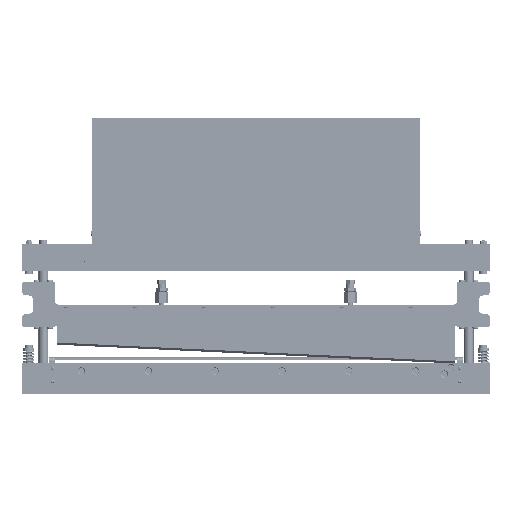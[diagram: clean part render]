
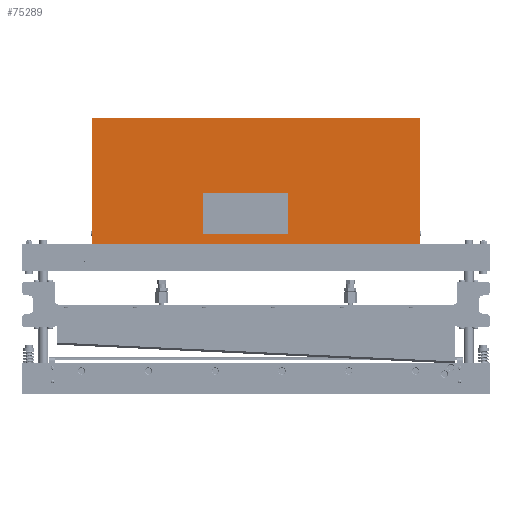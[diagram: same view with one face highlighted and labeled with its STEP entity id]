
A CAD part, top view. The second image highlights one B-rep face of the part: STEP entity #75289.
In plain terms, the highlighted face is planar.
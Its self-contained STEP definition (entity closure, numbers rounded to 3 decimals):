
#6856=FACE_OUTER_BOUND('',#11732,.T.);
#11732=EDGE_LOOP('',(#55223,#55224,#55225,#55226));
#16722=LINE('',#120169,#23387);
#16723=LINE('',#120171,#23388);
#16724=LINE('',#120173,#23389);
#16725=LINE('',#120174,#23390);
#23387=VECTOR('',#90027,538.227);
#23388=VECTOR('',#90028,207.445);
#23389=VECTOR('',#90029,538.227);
#23390=VECTOR('',#90030,207.445);
#32998=VERTEX_POINT('',#120167);
#32999=VERTEX_POINT('',#120168);
#33000=VERTEX_POINT('',#120170);
#33001=VERTEX_POINT('',#120172);
#41164=EDGE_CURVE('',#32998,#32999,#16722,.T.);
#41165=EDGE_CURVE('',#32998,#33000,#16723,.T.);
#41166=EDGE_CURVE('',#33000,#33001,#16724,.T.);
#41167=EDGE_CURVE('',#32999,#33001,#16725,.T.);
#55223=ORIENTED_EDGE('',*,*,#41164,.F.);
#55224=ORIENTED_EDGE('',*,*,#41165,.T.);
#55225=ORIENTED_EDGE('',*,*,#41166,.T.);
#55226=ORIENTED_EDGE('',*,*,#41167,.F.);
#69468=PLANE('',#80652);
#75289=ADVANCED_FACE('',(#6856),#69468,.T.);
#80652=AXIS2_PLACEMENT_3D('',#120166,#90025,#90026);
#90025=DIRECTION('center_axis',(0.,-1.,0.));
#90026=DIRECTION('ref_axis',(0.,0.,-1.));
#90027=DIRECTION('',(-1.,0.,0.));
#90028=DIRECTION('',(0.,0.,1.));
#90029=DIRECTION('',(-1.,0.,0.));
#90030=DIRECTION('',(0.,0.,1.));
#120166=CARTESIAN_POINT('Origin',(87.682,-110.563,0.));
#120167=CARTESIAN_POINT('',(87.682,-110.563,0.));
#120168=CARTESIAN_POINT('',(-450.545,-110.563,0.));
#120169=CARTESIAN_POINT('',(87.682,-110.563,0.));
#120170=CARTESIAN_POINT('',(87.682,-110.563,207.445));
#120171=CARTESIAN_POINT('',(87.682,-110.563,0.));
#120172=CARTESIAN_POINT('',(-450.545,-110.563,207.445));
#120173=CARTESIAN_POINT('',(87.682,-110.563,207.445));
#120174=CARTESIAN_POINT('',(-450.545,-110.563,0.));
